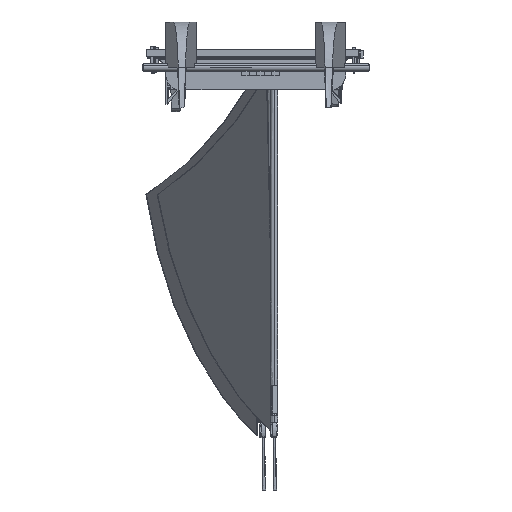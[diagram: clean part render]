
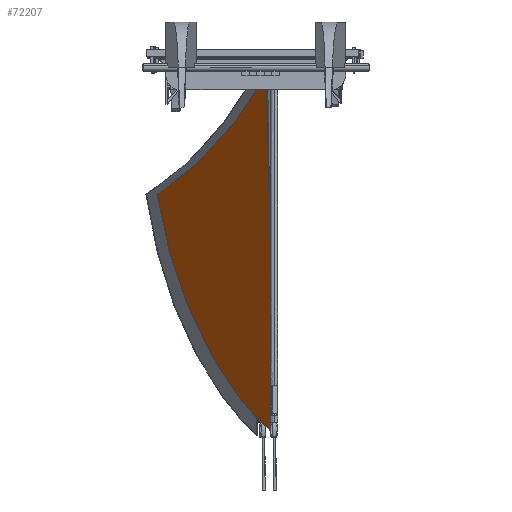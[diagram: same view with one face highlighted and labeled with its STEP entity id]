
A CAD part, left-side view. The second image highlights one B-rep face of the part: STEP entity #72207.
In plain terms, the highlighted free-form (B-spline) face has degree [1, 1] with [2, 2] control points.
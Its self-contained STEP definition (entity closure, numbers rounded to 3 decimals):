
#72120 = VERTEX_POINT('',#72121);
#72121 = CARTESIAN_POINT('',(23.791,224.933,
    366.576));
#72128 = EDGE_CURVE('',#72120,#72129,#72131,.T.);
#72129 = VERTEX_POINT('',#72130);
#72130 = CARTESIAN_POINT('',(133.078,310.035,
    272.366));
#72131 = ( BOUNDED_CURVE() B_SPLINE_CURVE(2,(#72132,#72133,#72134),
.UNSPECIFIED.,.F.,.F.) B_SPLINE_CURVE_WITH_KNOTS((3,3),(3.884,
4.323),.PIECEWISE_BEZIER_KNOTS.) CURVE() 
GEOMETRIC_REPRESENTATION_ITEM() RATIONAL_B_SPLINE_CURVE((1.,
0.976,1.)) REPRESENTATION_ITEM('') );
#72132 = CARTESIAN_POINT('',(23.791,224.933,
    366.576));
#72133 = CARTESIAN_POINT('',(70.547,260.523,
    304.033));
#72134 = CARTESIAN_POINT('',(133.078,310.035,
    272.366));
#72168 = VERTEX_POINT('',#72169);
#72169 = CARTESIAN_POINT('',(31.315,220.799,
    88.742));
#72174 = EDGE_CURVE('',#72129,#72168,#72175,.T.);
#72175 = ( BOUNDED_CURVE() B_SPLINE_CURVE(2,(#72176,#72177,#72178),
.UNSPECIFIED.,.F.,.F.) B_SPLINE_CURVE_WITH_KNOTS((3,3),(3.371,
4.205),.PIECEWISE_BEZIER_KNOTS.) CURVE() 
GEOMETRIC_REPRESENTATION_ITEM() RATIONAL_B_SPLINE_CURVE((1.,
0.914,1.)) REPRESENTATION_ITEM('') );
#72176 = CARTESIAN_POINT('',(133.078,310.035,
    272.366));
#72177 = CARTESIAN_POINT('',(114.362,290.383,
    150.595));
#72178 = CARTESIAN_POINT('',(31.315,220.799,
    88.742));
#72197 = EDGE_CURVE('',#72168,#72120,#72198,.T.);
#72198 = B_SPLINE_CURVE_WITH_KNOTS('',1,(#72199,#72200),.UNSPECIFIED.,
  .F.,.F.,(2,2),(-240.,-0.),.PIECEWISE_BEZIER_KNOTS.);
#72199 = CARTESIAN_POINT('',(31.315,220.799,
    88.742));
#72200 = CARTESIAN_POINT('',(23.791,224.933,
    366.576));
#72207 = ADVANCED_FACE('',(#72208),#72213,.T.);
#72208 = FACE_BOUND('',#72209,.T.);
#72209 = EDGE_LOOP('',(#72210,#72211,#72212));
#72210 = ORIENTED_EDGE('',*,*,#72128,.T.);
#72211 = ORIENTED_EDGE('',*,*,#72174,.T.);
#72212 = ORIENTED_EDGE('',*,*,#72197,.T.);
#72213 = B_SPLINE_SURFACE_WITH_KNOTS('',1,1,(
    (#72214,#72215)
    ,(#72216,#72217
    )),.UNSPECIFIED.,.F.,.F.,.F.,(2,2),(2,2),(-244.849,
    -126.235),(224.526,464.526),
  .PIECEWISE_BEZIER_KNOTS.);
#72214 = CARTESIAN_POINT('',(23.791,224.933,
    366.576));
#72215 = CARTESIAN_POINT('',(31.315,220.799,
    88.742));
#72216 = CARTESIAN_POINT('',(130.483,311.461,
    368.178));
#72217 = CARTESIAN_POINT('',(138.007,307.327,
    90.344));
